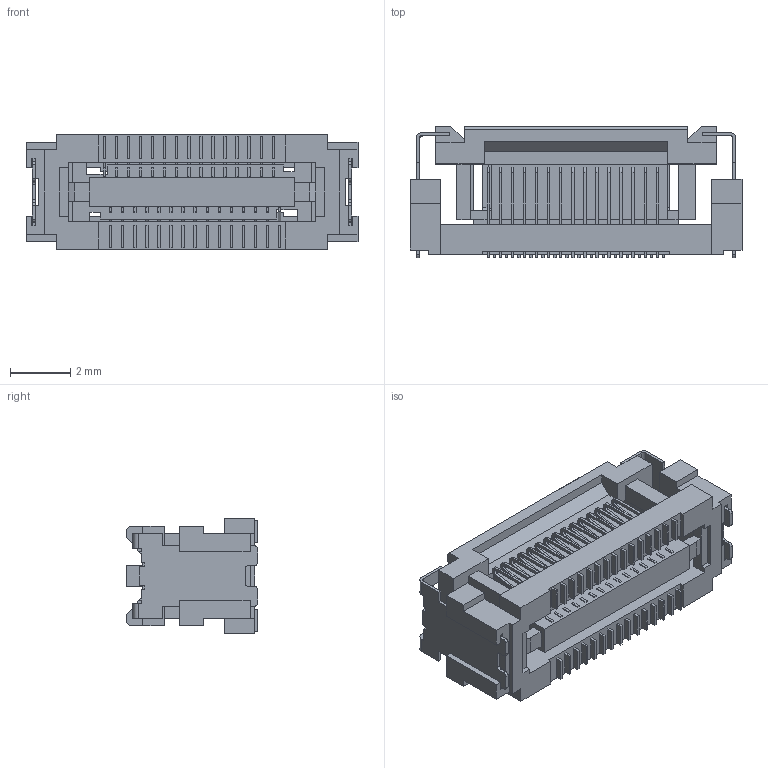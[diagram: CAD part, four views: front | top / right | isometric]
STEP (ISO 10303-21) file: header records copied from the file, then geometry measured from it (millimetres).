
FILE_DESCRIPTION((''),'2;1');
FILE_NAME('2039560303','2019-10-30T',('gga'),(''),'PRO/ENGINEER BY PARAMETRIC TECHNOLOGY CORPORATION, 2016010','PRO/ENGINEER BY PARAMETRIC TECHNOLOGY CORPORATION, 2016010','');
FILE_SCHEMA(('CONFIG_CONTROL_DESIGN'));
Length unit declared in the file: millimetre
Products named in the file (1): 2039560303
Bounding box: 11 x 4.35 x 3.8 mm (x, y, z)
Volume: 69.6 mm3; surface area: 445 mm2
Topology: 3 solids, 3 shells, 1378 faces, 4021 edges, 2701 vertices
Faces by surface type: plane 1291, cylinder 87
Entity records: 44680 total; most frequent: CARTESIAN_POINT 7965, ORIENTED_EDGE 7770, DIRECTION 6953, EDGE_CURVE 3885, VECTOR 3847, LINE 3847, VERTEX_POINT 2565, AXIS2_PLACEMENT_3D 1553
